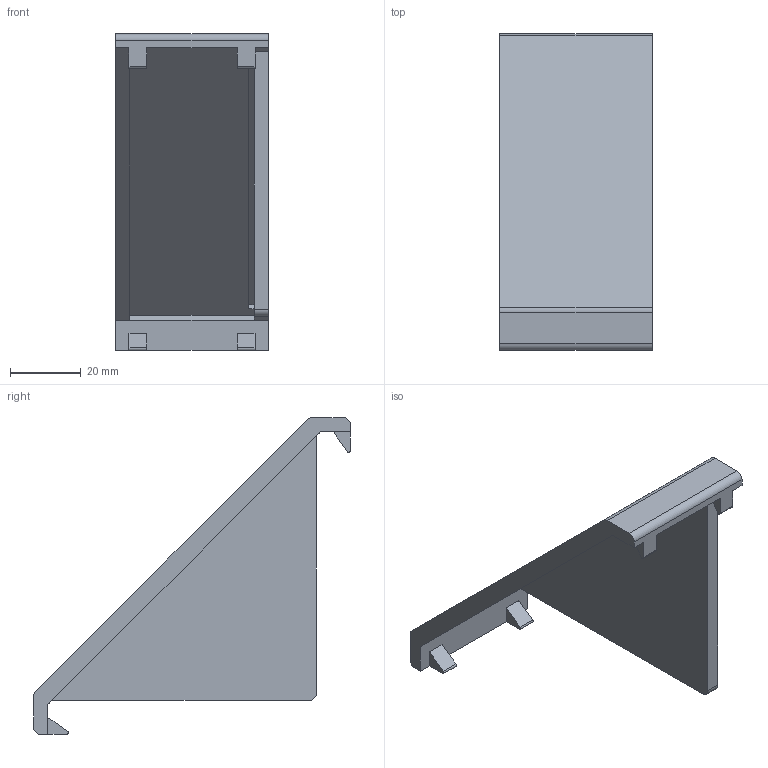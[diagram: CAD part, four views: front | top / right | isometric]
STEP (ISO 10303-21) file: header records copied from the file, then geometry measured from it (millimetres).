
FILE_DESCRIPTION(/* description */ (''),/* implementation_level */ '2;1');
FILE_NAME(/* name */ '1025388.stp',/* time_stamp */ '2024-07-25T09:22:43+02:00',/* author */ ('Bo'),/* organization */ (''),/* preprocessor_version */ 'ST-DEVELOPER v20',/* originating_system */ 'Autodesk Inventor 2025',/* authorisation */ ' ');
FILE_SCHEMA (('AUTOMOTIVE_DESIGN { 1 0 10303 214 3 1 1 }'));
Length unit declared in the file: millimetre
Products named in the file (2): 1025388; 1025388-1
Assembly tree (1 placements, depth 2):
  1025388
    1025388-1
Bounding box: 43 x 89.28 x 89.28 mm (x, y, z)
Volume: 30472.7 mm3; surface area: 19555.6 mm2
Topology: 1 solids, 1 shells, 44 faces, 122 edges, 80 vertices
Faces by surface type: plane 35, cylinder 9
Entity records: 1470 total; most frequent: CARTESIAN_POINT 249, ORIENTED_EDGE 244, DIRECTION 234, EDGE_CURVE 122, LINE 104, VECTOR 104, VERTEX_POINT 80, AXIS2_PLACEMENT_3D 65
